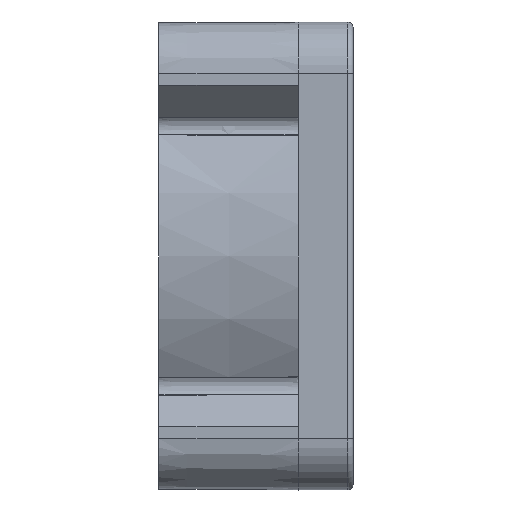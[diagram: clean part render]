
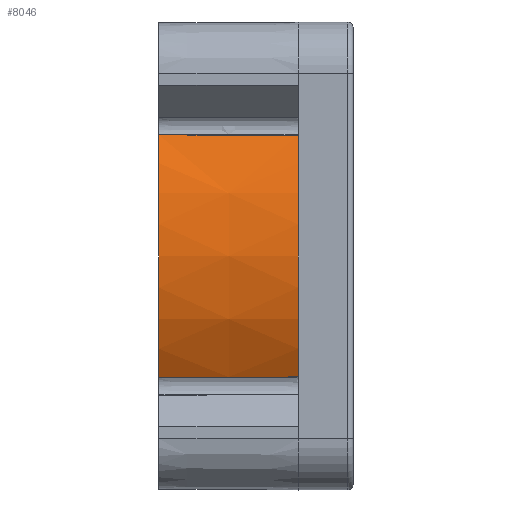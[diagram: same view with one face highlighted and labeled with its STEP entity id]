
A CAD part, left-side view. The second image highlights one B-rep face of the part: STEP entity #8046.
In plain terms, the highlighted conical face has half-angle 0.377 degrees and reference radius 12.745 mm.
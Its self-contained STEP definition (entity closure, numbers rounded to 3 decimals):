
#4008=CARTESIAN_POINT('',(-10.878,10.6,6.61));
#4010=CARTESIAN_POINT('',(-0.01,10.6,
0.));
#4011=DIRECTION('',(0.,-1.,0.));
#4012=DIRECTION('',(-0.854,0.,0.52));
#4013=AXIS2_PLACEMENT_3D('',#4010,#4011,#4012);
#4015=CARTESIAN_POINT('',(-0.01,10.6,
0.));
#4016=DIRECTION('',(0.,-1.,0.));
#4017=DIRECTION('',(-1.,0.,0.));
#4018=AXIS2_PLACEMENT_3D('',#4015,#4016,#4017);
#4373=CARTESIAN_POINT('',(-10.941,3.,6.602));
#4406=CARTESIAN_POINT('',(-0.01,3.,
0.));
#4407=DIRECTION('',(0.,1.,0.));
#4408=DIRECTION('',(-1.,0.,0.));
#4409=AXIS2_PLACEMENT_3D('',#4406,#4407,#4408);
#4437=CARTESIAN_POINT('',(-10.937,3.,
-6.608));
#4438=CARTESIAN_POINT('',(-10.934,3.422,
-6.608));
#4439=CARTESIAN_POINT('',(-10.927,4.267,
-6.609));
#4440=CARTESIAN_POINT('',(-10.916,5.533,
-6.611));
#4441=CARTESIAN_POINT('',(-10.909,6.378,
-6.611));
#4442=CARTESIAN_POINT('',(-10.906,6.8,
-6.612));
#4444=CARTESIAN_POINT('',(-10.906,6.8,
-6.612));
#4445=CARTESIAN_POINT('',(-10.902,7.223,
-6.612));
#4446=CARTESIAN_POINT('',(-10.896,8.068,
-6.612));
#4447=CARTESIAN_POINT('',(-10.885,9.335,
-6.614));
#4448=CARTESIAN_POINT('',(-10.879,10.178,
-6.614));
#4449=CARTESIAN_POINT('',(-10.875,10.6,
-6.614));
#4451=CARTESIAN_POINT('',(-10.878,10.6,6.61));
#4452=CARTESIAN_POINT('',(-10.885,9.755,6.609));
#4453=CARTESIAN_POINT('',(-10.899,8.066,6.607));
#4454=CARTESIAN_POINT('',(-10.92,5.533,6.604));
#4455=CARTESIAN_POINT('',(-10.934,3.844,6.602));
#4456=CARTESIAN_POINT('',(-10.941,3.,6.602));
#4501=CARTESIAN_POINT('',(-0.01,3.,
0.));
#4502=DIRECTION('',(0.,1.,0.));
#4503=DIRECTION('',(-0.856,0.,-0.517));
#4504=AXIS2_PLACEMENT_3D('',#4501,#4502,#4503);
#4912=CARTESIAN_POINT('',(-12.78,3.,
0.));
#4913=VERTEX_POINT('',#4912);
#5108=VERTEX_POINT('',#4008);
#5109=CARTESIAN_POINT('',(-12.73,10.6,
0.));
#5110=VERTEX_POINT('',#5109);
#5111=CARTESIAN_POINT('',(-10.875,10.6,
-6.614));
#5112=VERTEX_POINT('',#5111);
#5198=VERTEX_POINT('',#4373);
#5208=VERTEX_POINT('',#4437);
#5209=VERTEX_POINT('',#4442);
#8029=CARTESIAN_POINT('',(-0.01,6.8,
0.));
#8030=DIRECTION('',(0.,-1.,0.));
#8031=DIRECTION('',(1.,0.,0.));
#8032=AXIS2_PLACEMENT_3D('',#8029,#8030,#8031);
#8033=CONICAL_SURFACE('',#8032,12.745,0.377);
#8035=ORIENTED_EDGE('',*,*,#8034,.T.);
#8037=ORIENTED_EDGE('',*,*,#8036,.T.);
#8038=ORIENTED_EDGE('',*,*,#7610,.F.);
#8039=ORIENTED_EDGE('',*,*,#7608,.F.);
#8040=ORIENTED_EDGE('',*,*,#7991,.T.);
#8041=ORIENTED_EDGE('',*,*,#7976,.F.);
#8043=ORIENTED_EDGE('',*,*,#8042,.F.);
#8044=EDGE_LOOP('',(#8035,#8037,#8038,#8039,#8040,#8041,#8043));
#8045=FACE_OUTER_BOUND('',#8044,.F.);
#8046=ADVANCED_FACE('',(#8045),#8033,.T.);
#4014=CIRCLE('',#4013,12.72);
#4019=CIRCLE('',#4018,12.72);
#4410=CIRCLE('',#4409,12.77);
#4443=B_SPLINE_CURVE_WITH_KNOTS('',3,(#4437,#4438,#4439,#4440,#4441,#4442),
.UNSPECIFIED.,.F.,.F.,(4,1,1,4),(0.,0.333,0.667,1.),
.UNSPECIFIED.);
#4450=B_SPLINE_CURVE_WITH_KNOTS('',3,(#4444,#4445,#4446,#4447,#4448,#4449),
.UNSPECIFIED.,.F.,.F.,(4,1,1,4),(0.,0.333,0.667,1.),
.UNSPECIFIED.);
#4457=B_SPLINE_CURVE_WITH_KNOTS('',3,(#4451,#4452,#4453,#4454,#4455,#4456),
.UNSPECIFIED.,.F.,.F.,(4,1,1,4),(0.,0.333,0.667,1.),
.UNSPECIFIED.);
#4505=CIRCLE('',#4504,12.77);
#7608=EDGE_CURVE('',#5108,#5110,#4014,.T.);
#7610=EDGE_CURVE('',#5110,#5112,#4019,.T.);
#7976=EDGE_CURVE('',#4913,#5198,#4410,.T.);
#7991=EDGE_CURVE('',#5108,#5198,#4457,.T.);
#8034=EDGE_CURVE('',#5208,#5209,#4443,.T.);
#8036=EDGE_CURVE('',#5209,#5112,#4450,.T.);
#8042=EDGE_CURVE('',#5208,#4913,#4505,.T.);
